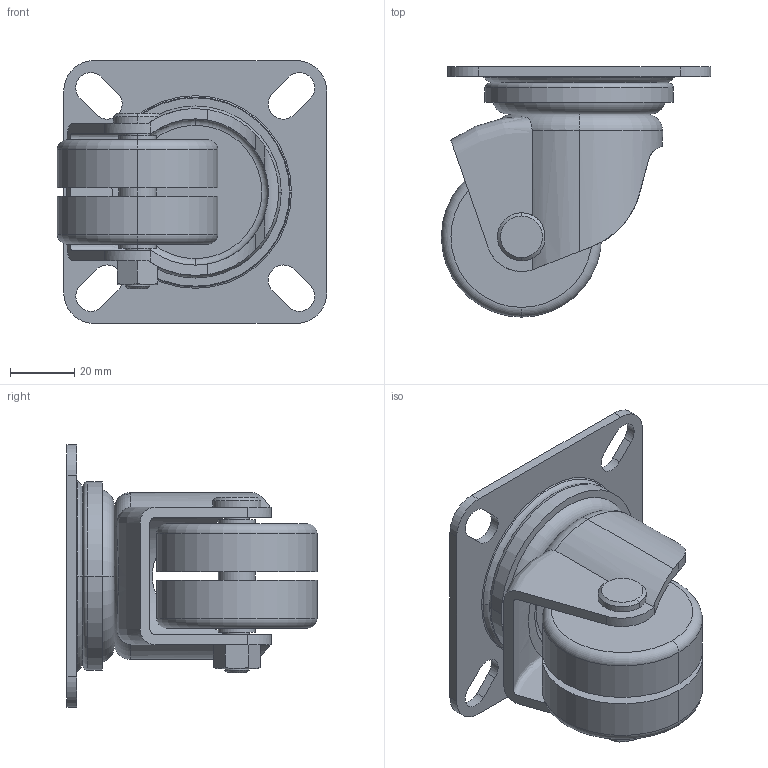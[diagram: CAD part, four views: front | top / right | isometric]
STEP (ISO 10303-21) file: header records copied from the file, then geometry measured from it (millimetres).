
FILE_DESCRIPTION (( 'STEP AP203' ), '1' );
FILE_NAME ('sone3D.STEP', '2013-12-12T07:10:17', ( '' ), ( '' ), 'SwSTEP 2.0', 'SolidWorks 2012', '' );
FILE_SCHEMA (( 'CONFIG_CONTROL_DESIGN' ));
Length unit declared in the file: millimetre
Products named in the file (1): sone3D
Bounding box: 84 x 78 x 82 mm (x, y, z)
Volume: 131260.5 mm3; surface area: 41507.5 mm2
Topology: 1 solids, 1 shells, 111 faces, 295 edges, 195 vertices
Faces by surface type: cylinder 48, plane 38, torus 18, cone 4, bspline 3
Entity records: 4563 total; most frequent: CARTESIAN_POINT 1710, ORIENTED_EDGE 590, DIRECTION 585, EDGE_CURVE 295, AXIS2_PLACEMENT_3D 241, VERTEX_POINT 195, CIRCLE 132, EDGE_LOOP 130
